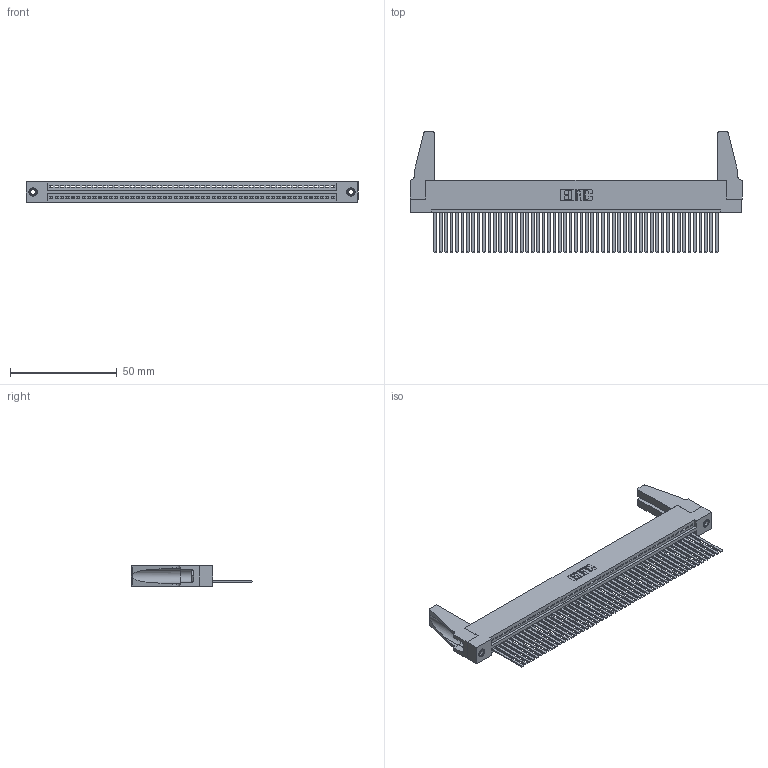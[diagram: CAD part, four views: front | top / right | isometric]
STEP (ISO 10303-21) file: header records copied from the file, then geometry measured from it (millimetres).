
FILE_DESCRIPTION (( 'STEP AP203' ), '1' );
FILE_NAME ('395-053-544-188.STEP', '2019-10-23T15:47:27', ( '' ), ( '' ), 'SwSTEP 2.0', 'SolidWorks 2016', '' );
FILE_SCHEMA (( 'CONFIG_CONTROL_DESIGN' ));
Length unit declared in the file: inch
Products named in the file (5): 395-053-544-188; 345-250-001_345-250-001-102; 345 Part_Flush Mounting Lugs - 0.156 Dia-TH; 345-220-078_345-220-088; 345-292-001_345-293-144
Assembly tree (58 placements, depth 2):
  395-053-544-188
    345 Part_Flush Mounting Lugs - 0.156 Dia-TH
    345-292-001_345-293-144  x53
    345-250-001_345-250-001-102  x2
    345-220-078_345-220-088  x2
Bounding box: 155.85 x 56.82 x 9.4 mm (x, y, z)
Volume: 18759.6 mm3; surface area: 25729.1 mm2
Topology: 58 solids, 58 shells, 3006 faces, 9029 edges, 5938 vertices
Faces by surface type: plane 2060, cylinder 930, cone 12, torus 4
Entity records: 40372 total; most frequent: CARTESIAN_POINT 6981, ORIENTED_EDGE 6928, DIRECTION 6086, EDGE_CURVE 3464, LINE 3082, VECTOR 3082, VERTEX_POINT 2302, AXIS2_PLACEMENT_3D 1502
